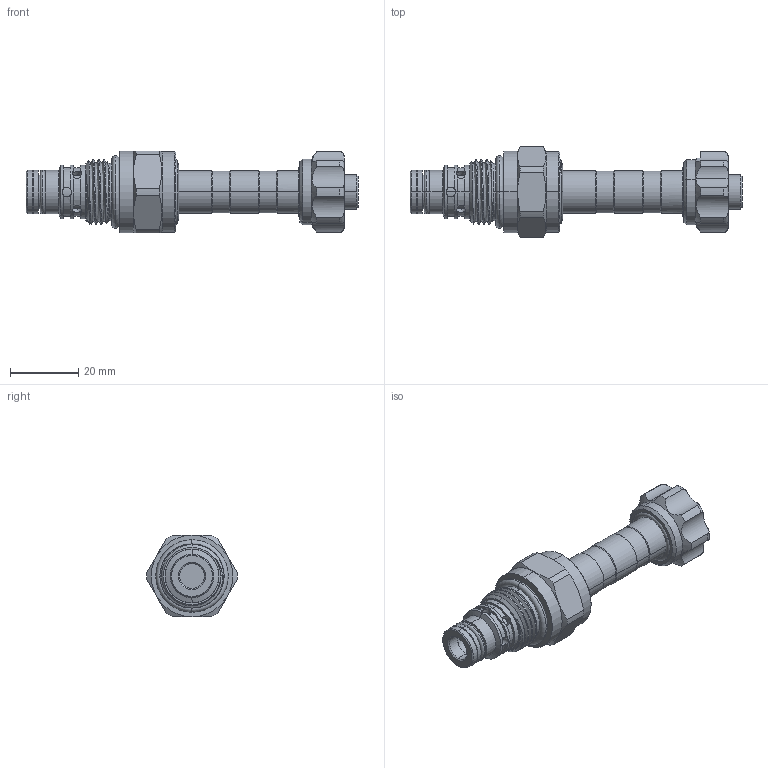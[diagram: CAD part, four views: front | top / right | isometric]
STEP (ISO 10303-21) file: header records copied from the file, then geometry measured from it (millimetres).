
FILE_DESCRIPTION (( 'STEP AP203' ), '1' );
FILE_NAME ('EP08W2A01M05.STEP', '2016-08-12T00:51:09', ( '' ), ( '' ), 'SwSTEP 2.0', 'SolidWorks 2012', '' );
FILE_SCHEMA (( 'CONFIG_CONTROL_DESIGN' ));
Length unit declared in the file: millimetre
Products named in the file (1): EP08W2A01M05
Bounding box: 97.6 x 26.66 x 24 mm (x, y, z)
Volume: 21605.7 mm3; surface area: 9475.8 mm2
Topology: 4 solids, 4 shells, 273 faces, 691 edges, 436 vertices
Faces by surface type: cylinder 146, cone 47, plane 44, torus 28, bspline 8
Entity records: 18757 total; most frequent: CARTESIAN_POINT 12355, ORIENTED_EDGE 1382, DIRECTION 1292, EDGE_CURVE 691, AXIS2_PLACEMENT_3D 541, VERTEX_POINT 436, EDGE_LOOP 291, CIRCLE 275
